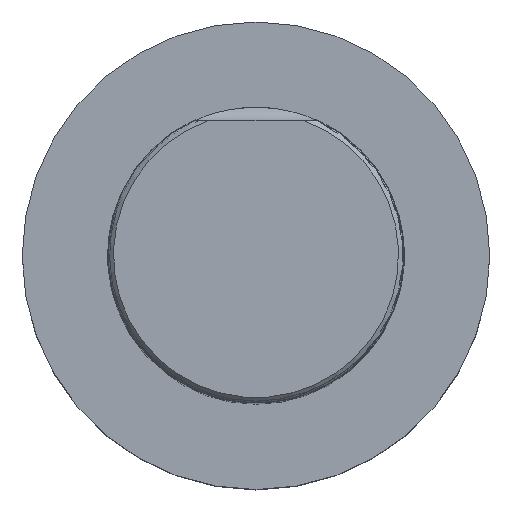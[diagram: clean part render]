
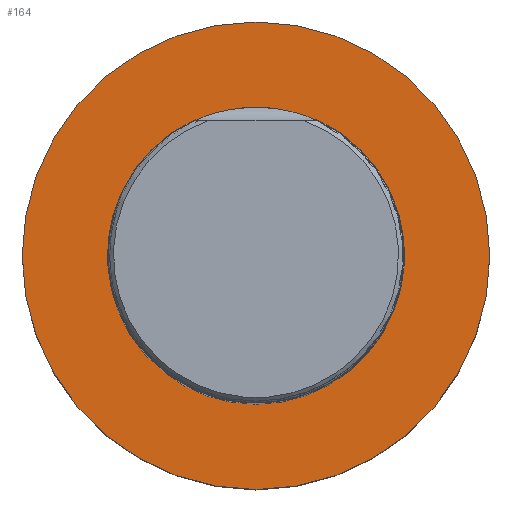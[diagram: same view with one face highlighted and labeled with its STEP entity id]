
A CAD part, top view. The second image highlights one B-rep face of the part: STEP entity #164.
In plain terms, the highlighted planar face has unit normal (0, 0, 1).
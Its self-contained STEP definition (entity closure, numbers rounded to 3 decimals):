
#164=ADVANCED_FACE('',(#194,#195),#188,.T.);
#188=PLANE('',#419);
#194=FACE_BOUND('',#224,.T.);
#195=FACE_BOUND('',#225,.T.);
#224=EDGE_LOOP('',(#261));
#225=EDGE_LOOP('',(#262));
#261=ORIENTED_EDGE('',*,*,#361,.T.);
#262=ORIENTED_EDGE('',*,*,#362,.T.);
#331=VERTEX_POINT('',#559);
#332=VERTEX_POINT('',#561);
#361=EDGE_CURVE('',#331,#331,#396,.T.);
#362=EDGE_CURVE('',#332,#332,#397,.T.);
#396=CIRCLE('',#417,40.);
#397=CIRCLE('',#418,25.396);
#417=AXIS2_PLACEMENT_3D('',#558,#463,#464);
#418=AXIS2_PLACEMENT_3D('',#560,#465,#466);
#419=AXIS2_PLACEMENT_3D('',#562,#467,#468);
#463=DIRECTION('',(0.,0.,1.));
#464=DIRECTION('',(0.,1.,0.));
#465=DIRECTION('',(0.,0.,-1.));
#466=DIRECTION('',(0.,-1.,0.));
#467=DIRECTION('',(0.,0.,1.));
#468=DIRECTION('',(0.,-1.,0.));
#558=CARTESIAN_POINT('',(0.,0.,0.));
#559=CARTESIAN_POINT('',(0.,40.,0.));
#560=CARTESIAN_POINT('',(0.,0.,0.));
#561=CARTESIAN_POINT('',(0.,-25.396,0.));
#562=CARTESIAN_POINT('',(0.,0.,0.));
